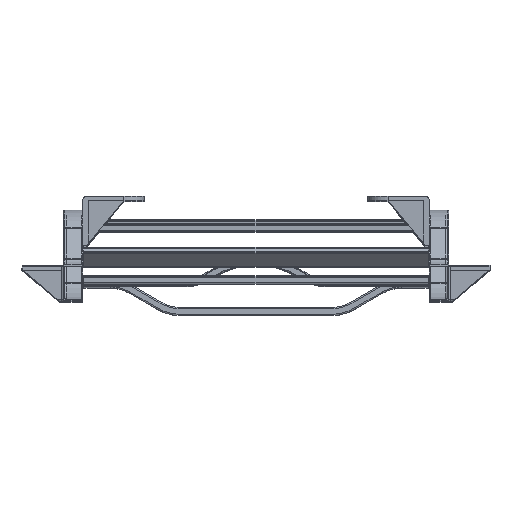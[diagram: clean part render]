
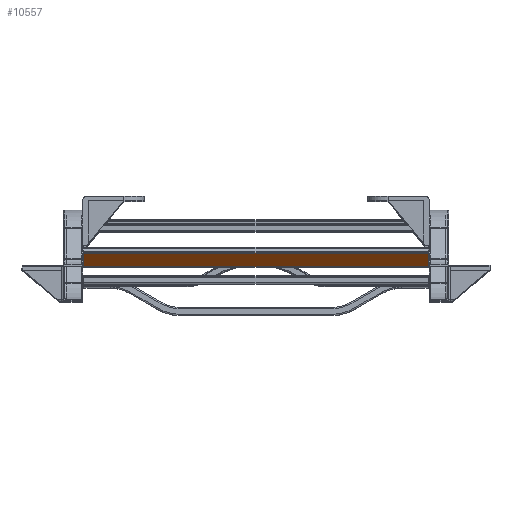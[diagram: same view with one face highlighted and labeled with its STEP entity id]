
A CAD part, top view. The second image highlights one B-rep face of the part: STEP entity #10557.
In plain terms, the highlighted planar face has unit normal (0, -0.707, 0.707).
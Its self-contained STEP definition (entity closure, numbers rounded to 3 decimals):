
#36 = LINE ( 'NONE', #2493, #18125 ) ;
#554 = VERTEX_POINT ( 'NONE', #19013 ) ;
#797 = VECTOR ( 'NONE', #13108, 1000. ) ;
#799 = VERTEX_POINT ( 'NONE', #14459 ) ;
#1343 = LINE ( 'NONE', #22651, #14784 ) ;
#2493 = CARTESIAN_POINT ( 'NONE',  ( -1295., 58.891, 1044.749 ) ) ;
#2505 = CARTESIAN_POINT ( 'NONE',  ( -1290., 58.891, 1044.749 ) ) ;
#2626 = CARTESIAN_POINT ( 'NONE',  ( -40., 58.891, 1044.749 ) ) ;
#2718 = LINE ( 'NONE', #2505, #11500 ) ;
#3612 = VERTEX_POINT ( 'NONE', #14622 ) ;
#4255 = DIRECTION ( 'NONE',  ( 0., -0.707, -0.707 ) ) ;
#4671 = AXIS2_PLACEMENT_3D ( 'NONE', #15477, #19015, #8517 ) ;
#6364 = ORIENTED_EDGE ( 'NONE', *, *, #18728, .T. ) ;
#6749 = PLANE ( 'NONE',  #4671 ) ;
#8517 = DIRECTION ( 'NONE',  ( 0., 0.707, 0.707 ) ) ;
#10333 = EDGE_CURVE ( 'NONE', #799, #3612, #14245, .T. ) ;
#10557 = ADVANCED_FACE ( 'NONE', ( #13963 ), #6749, .F. ) ;
#11500 = VECTOR ( 'NONE', #4255, 1000. ) ;
#11602 = EDGE_LOOP ( 'NONE', ( #19478, #6364, #22067, #15161 ) ) ;
#13108 = DIRECTION ( 'NONE',  ( 0., 0.707, 0.707 ) ) ;
#13183 = CARTESIAN_POINT ( 'NONE',  ( -1290., 108.388, 1094.246 ) ) ;
#13920 = DIRECTION ( 'NONE',  ( 1., 0., 0. ) ) ;
#13963 = FACE_OUTER_BOUND ( 'NONE', #11602, .T. ) ;
#14245 = LINE ( 'NONE', #2626, #797 ) ;
#14459 = CARTESIAN_POINT ( 'NONE',  ( -40., 58.891, 1044.749 ) ) ;
#14622 = CARTESIAN_POINT ( 'NONE',  ( -40., 108.388, 1094.246 ) ) ;
#14784 = VECTOR ( 'NONE', #13920, 1000. ) ;
#15161 = ORIENTED_EDGE ( 'NONE', *, *, #10333, .T. ) ;
#15378 = EDGE_CURVE ( 'NONE', #554, #799, #36, .T. ) ;
#15477 = CARTESIAN_POINT ( 'NONE',  ( -1295., 58.891, 1044.749 ) ) ;
#16525 = DIRECTION ( 'NONE',  ( 1., 0., 0. ) ) ;
#18125 = VECTOR ( 'NONE', #16525, 1000. ) ;
#18553 = EDGE_CURVE ( 'NONE', #21230, #3612, #1343, .T. ) ;
#18728 = EDGE_CURVE ( 'NONE', #21230, #554, #2718, .T. ) ;
#19013 = CARTESIAN_POINT ( 'NONE',  ( -1290., 58.891, 1044.749 ) ) ;
#19015 = DIRECTION ( 'NONE',  ( 0., 0.707, -0.707 ) ) ;
#19478 = ORIENTED_EDGE ( 'NONE', *, *, #18553, .F. ) ;
#21230 = VERTEX_POINT ( 'NONE', #13183 ) ;
#22067 = ORIENTED_EDGE ( 'NONE', *, *, #15378, .T. ) ;
#22651 = CARTESIAN_POINT ( 'NONE',  ( -1295., 108.388, 1094.246 ) ) ;
